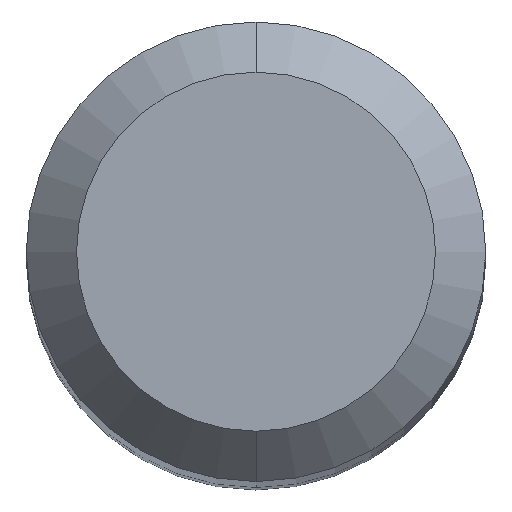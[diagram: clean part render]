
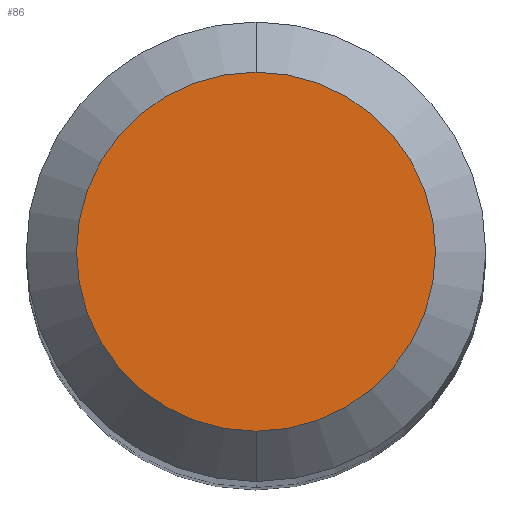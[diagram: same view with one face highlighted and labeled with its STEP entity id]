
A CAD part, top view. The second image highlights one B-rep face of the part: STEP entity #86.
In plain terms, the highlighted planar face has unit normal (0, 0, 1).
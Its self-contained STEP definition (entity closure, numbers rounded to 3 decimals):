
#41 = CIRCLE ( 'NONE', #228, 2.5 ) ;
#44 = DIRECTION ( 'NONE',  ( 0., 1., 0. ) ) ;
#78 = DIRECTION ( 'NONE',  ( 0., 0., -1. ) ) ;
#86 = ADVANCED_FACE ( 'NONE', ( #313 ), #319, .F. ) ;
#96 = DIRECTION ( 'NONE',  ( 0., 0., -1. ) ) ;
#106 = EDGE_CURVE ( 'NONE', #318, #304, #294, .T. ) ;
#148 = CARTESIAN_POINT ( 'NONE',  ( 0., 0., 70. ) ) ;
#161 = EDGE_CURVE ( 'NONE', #304, #318, #41, .T. ) ;
#177 = CARTESIAN_POINT ( 'NONE',  ( 0., 0., 70. ) ) ;
#184 = ORIENTED_EDGE ( 'NONE', *, *, #106, .F. ) ;
#185 = CARTESIAN_POINT ( 'NONE',  ( 0., 0., 70. ) ) ;
#186 = DIRECTION ( 'NONE',  ( 0., 1., 0. ) ) ;
#188 = EDGE_LOOP ( 'NONE', ( #184, #212 ) ) ;
#212 = ORIENTED_EDGE ( 'NONE', *, *, #161, .F. ) ;
#221 = CARTESIAN_POINT ( 'NONE',  ( 0., 2.5, 70. ) ) ;
#226 = DIRECTION ( 'NONE',  ( 0., 0., -1. ) ) ;
#228 = AXIS2_PLACEMENT_3D ( 'NONE', #148, #226, #44 ) ;
#250 = DIRECTION ( 'NONE',  ( 0., 1., 0. ) ) ;
#267 = AXIS2_PLACEMENT_3D ( 'NONE', #177, #96, #250 ) ;
#285 = AXIS2_PLACEMENT_3D ( 'NONE', #185, #78, #186 ) ;
#294 = CIRCLE ( 'NONE', #267, 2.5 ) ;
#304 = VERTEX_POINT ( 'NONE', #324 ) ;
#313 = FACE_OUTER_BOUND ( 'NONE', #188, .T. ) ;
#318 = VERTEX_POINT ( 'NONE', #221 ) ;
#319 = PLANE ( 'NONE',  #285 ) ;
#324 = CARTESIAN_POINT ( 'NONE',  ( 0., -2.5, 70. ) ) ;
